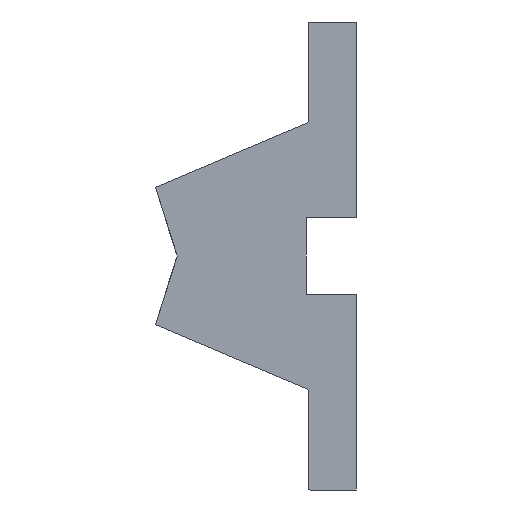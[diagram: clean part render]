
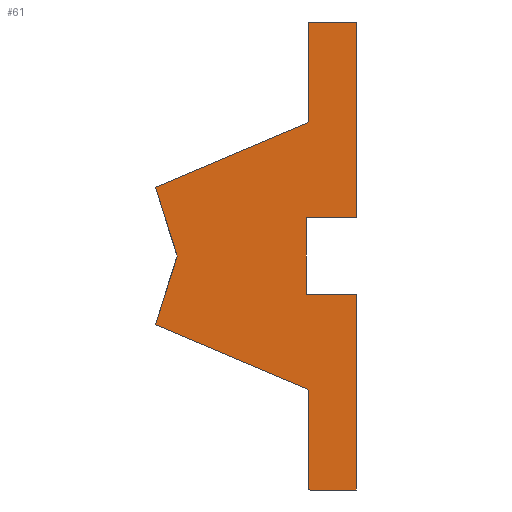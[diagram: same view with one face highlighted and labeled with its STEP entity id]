
A CAD part, left-side view. The second image highlights one B-rep face of the part: STEP entity #61.
In plain terms, the highlighted planar face has unit normal (-1, 0, 0).
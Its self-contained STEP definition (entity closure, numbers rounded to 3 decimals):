
#61 = ADVANCED_FACE( '', ( #137 ), #138, .F. );
#137 = FACE_OUTER_BOUND( '', #235, .T. );
#138 = PLANE( '', #236 );
#235 = EDGE_LOOP( '', ( #372, #373, #374, #375, #376, #377, #378, #379, #380, #381, #382, #383, #384, #385, #386, #387, #388 ) );
#236 = AXIS2_PLACEMENT_3D( '', #389, #390, #391 );
#372 = ORIENTED_EDGE( '', *, *, #583, .F. );
#373 = ORIENTED_EDGE( '', *, *, #584, .F. );
#374 = ORIENTED_EDGE( '', *, *, #585, .F. );
#375 = ORIENTED_EDGE( '', *, *, #586, .T. );
#376 = ORIENTED_EDGE( '', *, *, #579, .F. );
#377 = ORIENTED_EDGE( '', *, *, #587, .F. );
#378 = ORIENTED_EDGE( '', *, *, #544, .F. );
#379 = ORIENTED_EDGE( '', *, *, #588, .F. );
#380 = ORIENTED_EDGE( '', *, *, #575, .T. );
#381 = ORIENTED_EDGE( '', *, *, #589, .F. );
#382 = ORIENTED_EDGE( '', *, *, #590, .F. );
#383 = ORIENTED_EDGE( '', *, *, #591, .F. );
#384 = ORIENTED_EDGE( '', *, *, #592, .F. );
#385 = ORIENTED_EDGE( '', *, *, #593, .F. );
#386 = ORIENTED_EDGE( '', *, *, #594, .F. );
#387 = ORIENTED_EDGE( '', *, *, #595, .F. );
#388 = ORIENTED_EDGE( '', *, *, #570, .F. );
#389 = CARTESIAN_POINT( '', ( 0., 11.5, -57.5 ) );
#390 = DIRECTION( '', ( 1., 0., 0. ) );
#391 = DIRECTION( '', ( 0., 0., -1. ) );
#544 = EDGE_CURVE( '', #639, #641, #642, .T. );
#570 = EDGE_CURVE( '', #687, #688, #689, .T. );
#575 = EDGE_CURVE( '', #695, #696, #697, .T. );
#579 = EDGE_CURVE( '', #701, #702, #703, .T. );
#583 = EDGE_CURVE( '', #707, #687, #708, .T. );
#584 = EDGE_CURVE( '', #709, #707, #710, .T. );
#585 = EDGE_CURVE( '', #711, #709, #712, .T. );
#586 = EDGE_CURVE( '', #711, #702, #713, .T. );
#587 = EDGE_CURVE( '', #641, #701, #714, .T. );
#588 = EDGE_CURVE( '', #695, #639, #715, .T. );
#589 = EDGE_CURVE( '', #716, #696, #717, .T. );
#590 = EDGE_CURVE( '', #718, #716, #719, .T. );
#591 = EDGE_CURVE( '', #720, #718, #721, .T. );
#592 = EDGE_CURVE( '', #722, #720, #723, .T. );
#593 = EDGE_CURVE( '', #724, #722, #725, .T. );
#594 = EDGE_CURVE( '', #726, #724, #727, .T. );
#595 = EDGE_CURVE( '', #688, #726, #728, .T. );
#639 = VERTEX_POINT( '', #781 );
#641 = VERTEX_POINT( '', #784 );
#642 = LINE( '', #785, #786 );
#687 = VERTEX_POINT( '', #845 );
#688 = VERTEX_POINT( '', #846 );
#689 = LINE( '', #847, #848 );
#695 = VERTEX_POINT( '', #856 );
#696 = VERTEX_POINT( '', #857 );
#697 = CIRCLE( '', #858, 0.5 );
#701 = VERTEX_POINT( '', #864 );
#702 = VERTEX_POINT( '', #865 );
#703 = LINE( '', #866, #867 );
#707 = VERTEX_POINT( '', #873 );
#708 = LINE( '', #874, #875 );
#709 = VERTEX_POINT( '', #876 );
#710 = CIRCLE( '', #877, 0.5 );
#711 = VERTEX_POINT( '', #878 );
#712 = LINE( '', #879, #880 );
#713 = CIRCLE( '', #881, 0.5 );
#714 = LINE( '', #882, #883 );
#715 = LINE( '', #884, #885 );
#716 = VERTEX_POINT( '', #886 );
#717 = LINE( '', #887, #888 );
#718 = VERTEX_POINT( '', #889 );
#719 = CIRCLE( '', #890, 0.5 );
#720 = VERTEX_POINT( '', #891 );
#721 = LINE( '', #892, #893 );
#722 = VERTEX_POINT( '', #894 );
#723 = LINE( '', #895, #896 );
#724 = VERTEX_POINT( '', #897 );
#725 = LINE( '', #898, #899 );
#726 = VERTEX_POINT( '', #900 );
#727 = LINE( '', #901, #902 );
#728 = LINE( '', #903, #904 );
#781 = CARTESIAN_POINT( '', ( 0., 49.792, -17. ) );
#784 = CARTESIAN_POINT( '', ( 0., 44.432, 0. ) );
#785 = CARTESIAN_POINT( '', ( 0., 49.792, -17. ) );
#786 = VECTOR( '', #962, 1000. );
#845 = CARTESIAN_POINT( '', ( 0., 0., 58. ) );
#846 = CARTESIAN_POINT( '', ( 0., 0., 9.5 ) );
#847 = CARTESIAN_POINT( '', ( 0., 0., 58. ) );
#848 = VECTOR( '', #1001, 1000. );
#856 = CARTESIAN_POINT( '', ( 0., 12.305, -32.913 ) );
#857 = CARTESIAN_POINT( '', ( 0., 12., -33.373 ) );
#858 = AXIS2_PLACEMENT_3D( '', #1007, #1008, #1009 );
#864 = CARTESIAN_POINT( '', ( 0., 49.792, 17. ) );
#865 = CARTESIAN_POINT( '', ( 0., 12.305, 32.913 ) );
#866 = CARTESIAN_POINT( '', ( 0., 49.792, 17. ) );
#867 = VECTOR( '', #1012, 1000. );
#873 = CARTESIAN_POINT( '', ( 0., 11.5, 58. ) );
#874 = CARTESIAN_POINT( '', ( 0., 11.5, 58. ) );
#875 = VECTOR( '', #1015, 1000. );
#876 = CARTESIAN_POINT( '', ( 0., 12., 57.5 ) );
#877 = AXIS2_PLACEMENT_3D( '', #1016, #1017, #1018 );
#878 = CARTESIAN_POINT( '', ( 0., 12., 33.373 ) );
#879 = CARTESIAN_POINT( '', ( 0., 12., 33.373 ) );
#880 = VECTOR( '', #1019, 1000. );
#881 = AXIS2_PLACEMENT_3D( '', #1020, #1021, #1022 );
#882 = CARTESIAN_POINT( '', ( 0., 44.432, 0. ) );
#883 = VECTOR( '', #1023, 1000. );
#884 = CARTESIAN_POINT( '', ( 0., 12.305, -32.913 ) );
#885 = VECTOR( '', #1024, 1000. );
#886 = CARTESIAN_POINT( '', ( 0., 12., -57.5 ) );
#887 = CARTESIAN_POINT( '', ( 0., 12., -57.5 ) );
#888 = VECTOR( '', #1025, 1000. );
#889 = CARTESIAN_POINT( '', ( 0., 11.5, -58. ) );
#890 = AXIS2_PLACEMENT_3D( '', #1026, #1027, #1028 );
#891 = CARTESIAN_POINT( '', ( 0., 0., -58. ) );
#892 = CARTESIAN_POINT( '', ( 0., 0., -58. ) );
#893 = VECTOR( '', #1029, 1000. );
#894 = CARTESIAN_POINT( '', ( 0., 0., -9.5 ) );
#895 = CARTESIAN_POINT( '', ( 0., 0., -9.5 ) );
#896 = VECTOR( '', #1030, 1000. );
#897 = CARTESIAN_POINT( '', ( 0., 12.5, -9.5 ) );
#898 = CARTESIAN_POINT( '', ( 0., 12.5, -9.5 ) );
#899 = VECTOR( '', #1031, 1000. );
#900 = CARTESIAN_POINT( '', ( 0., 12.5, 9.5 ) );
#901 = CARTESIAN_POINT( '', ( 0., 12.5, 9.5 ) );
#902 = VECTOR( '', #1032, 1000. );
#903 = CARTESIAN_POINT( '', ( 0., 0., 9.5 ) );
#904 = VECTOR( '', #1033, 1000. );
#962 = DIRECTION( '', ( 0., -0.301, 0.954 ) );
#1001 = DIRECTION( '', ( 0., 0., -1. ) );
#1007 = CARTESIAN_POINT( '', ( 0., 12.5, -33.373 ) );
#1008 = DIRECTION( '', ( 1., 0., 0. ) );
#1009 = DIRECTION( '', ( 0., 0., -1. ) );
#1012 = DIRECTION( '', ( 0., -0.921, 0.391 ) );
#1015 = DIRECTION( '', ( 0., -1., 0. ) );
#1016 = CARTESIAN_POINT( '', ( 0., 11.5, 57.5 ) );
#1017 = DIRECTION( '', ( 1., 0., 0. ) );
#1018 = DIRECTION( '', ( 0., 0., -1. ) );
#1019 = DIRECTION( '', ( 0., 0., 1. ) );
#1020 = CARTESIAN_POINT( '', ( 0., 12.5, 33.373 ) );
#1021 = DIRECTION( '', ( 1., 0., 0. ) );
#1022 = DIRECTION( '', ( 0., 0., -1. ) );
#1023 = DIRECTION( '', ( 0., 0.301, 0.954 ) );
#1024 = DIRECTION( '', ( 0., 0.921, 0.391 ) );
#1025 = DIRECTION( '', ( 0., 0., 1. ) );
#1026 = CARTESIAN_POINT( '', ( 0., 11.5, -57.5 ) );
#1027 = DIRECTION( '', ( 1., 0., 0. ) );
#1028 = DIRECTION( '', ( 0., 0., -1. ) );
#1029 = DIRECTION( '', ( 0., 1., 0. ) );
#1030 = DIRECTION( '', ( 0., 0., -1. ) );
#1031 = DIRECTION( '', ( 0., -1., 0. ) );
#1032 = DIRECTION( '', ( 0., 0., -1. ) );
#1033 = DIRECTION( '', ( 0., 1., 0. ) );
